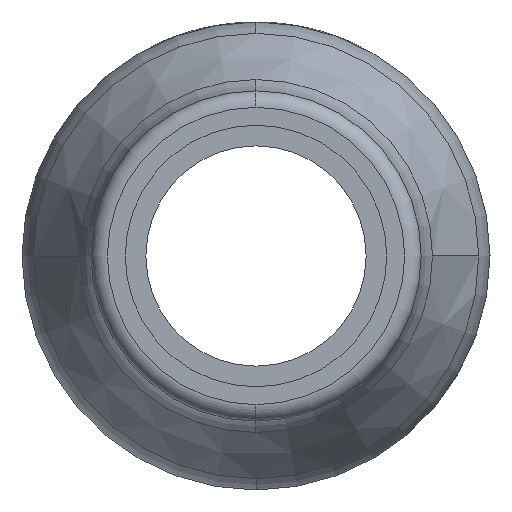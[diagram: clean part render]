
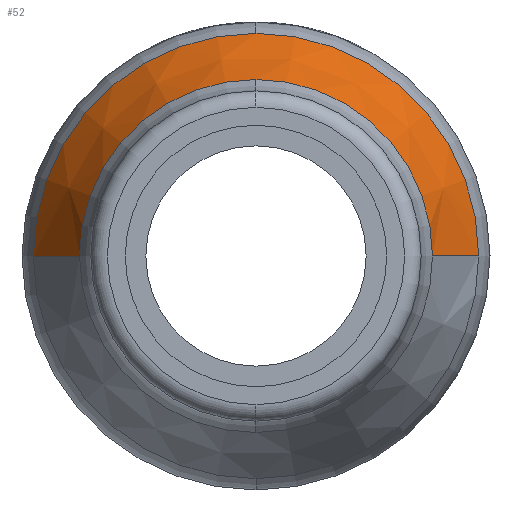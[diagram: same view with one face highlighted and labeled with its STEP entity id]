
A CAD part, left-side view. The second image highlights one B-rep face of the part: STEP entity #52.
In plain terms, the highlighted conical face has half-angle 26.216 degrees and reference radius 3.625 mm.
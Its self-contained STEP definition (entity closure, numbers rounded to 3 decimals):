
#52=ADVANCED_FACE('',(#114),#115,.T.);
#114=FACE_OUTER_BOUND('',#231,.T.);
#115=CONICAL_SURFACE('',#232,3.625,0.458);
#231=EDGE_LOOP('',(#384,#385,#386,#387,#388,#389));
#232=AXIS2_PLACEMENT_3D('',#390,#391,#392);
#384=ORIENTED_EDGE('',*,*,#795,.F.);
#385=ORIENTED_EDGE('',*,*,#796,.T.);
#386=ORIENTED_EDGE('',*,*,#797,.T.);
#387=ORIENTED_EDGE('',*,*,#798,.F.);
#388=ORIENTED_EDGE('',*,*,#799,.F.);
#389=ORIENTED_EDGE('',*,*,#792,.F.);
#390=CARTESIAN_POINT('',(-16.015,0.,0.0));
#391=DIRECTION('',(1.0,-0.0,-0.0));
#392=DIRECTION('',(0.0,1.0,0.0));
#792=EDGE_CURVE('',#949,#951,#952,.T.);
#795=EDGE_CURVE('',#955,#949,#956,.T.);
#796=EDGE_CURVE('',#955,#957,#958,.T.);
#797=EDGE_CURVE('',#957,#959,#960,.T.);
#798=EDGE_CURVE('',#961,#959,#962,.T.);
#799=EDGE_CURVE('',#951,#961,#963,.T.);
#949=VERTEX_POINT('',#1249);
#951=VERTEX_POINT('',#1251);
#952=CIRCLE('',#1252,4.044);
#955=VERTEX_POINT('',#1255);
#956=LINE('',#1256,#1257);
#957=VERTEX_POINT('',#1258);
#958=CIRCLE('',#1259,3.206);
#959=VERTEX_POINT('',#1260);
#960=CIRCLE('',#1261,3.206);
#961=VERTEX_POINT('',#1262);
#962=LINE('',#1263,#1264);
#963=CIRCLE('',#1265,4.044);
#1249=CARTESIAN_POINT('',(-15.163,4.044,0.0));
#1251=CARTESIAN_POINT('',(-15.163,0.,4.044));
#1252=AXIS2_PLACEMENT_3D('',#1535,#1536,#1537);
#1255=CARTESIAN_POINT('',(-16.867,3.206,0.0));
#1256=CARTESIAN_POINT('',(-16.015,3.625,0.));
#1257=VECTOR('',#1544,1.0);
#1258=CARTESIAN_POINT('',(-16.867,0.,3.206));
#1259=AXIS2_PLACEMENT_3D('',#1545,#1546,#1547);
#1260=CARTESIAN_POINT('',(-16.867,-3.206,0.));
#1261=AXIS2_PLACEMENT_3D('',#1548,#1549,#1550);
#1262=CARTESIAN_POINT('',(-15.163,-4.044,0.));
#1263=CARTESIAN_POINT('',(-16.015,-3.625,0.));
#1264=VECTOR('',#1551,1.0);
#1265=AXIS2_PLACEMENT_3D('',#1552,#1553,#1554);
#1535=CARTESIAN_POINT('',(-15.163,0.,0.0));
#1536=DIRECTION('',(1.0,0.0,0.0));
#1537=DIRECTION('',(0.0,1.0,0.0));
#1544=DIRECTION('',(0.897,0.442,0.));
#1545=CARTESIAN_POINT('',(-16.867,0.,0.0));
#1546=DIRECTION('',(1.0,0.0,0.0));
#1547=DIRECTION('',(0.0,1.0,0.0));
#1548=CARTESIAN_POINT('',(-16.867,0.,0.0));
#1549=DIRECTION('',(1.0,0.0,0.0));
#1550=DIRECTION('',(0.0,1.0,0.0));
#1551=DIRECTION('',(-0.897,0.442,0.));
#1552=CARTESIAN_POINT('',(-15.163,0.,0.0));
#1553=DIRECTION('',(1.0,0.0,0.0));
#1554=DIRECTION('',(0.0,1.0,0.0));
